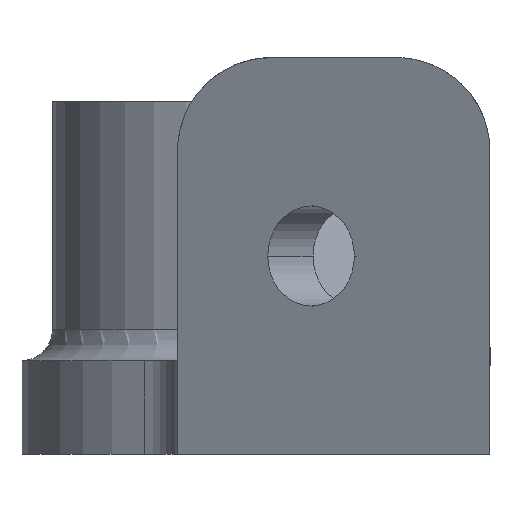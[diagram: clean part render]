
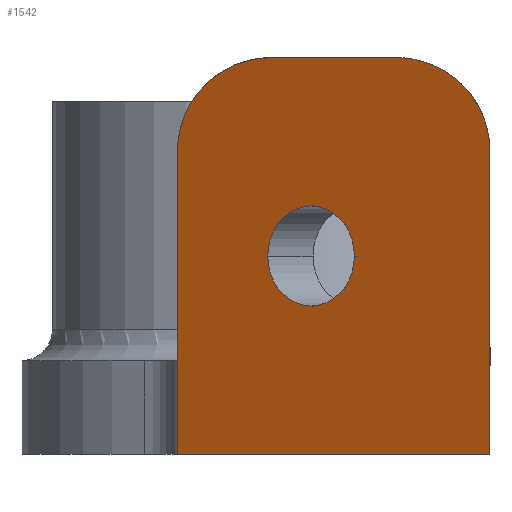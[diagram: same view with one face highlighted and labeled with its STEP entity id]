
A CAD part, left-side view. The second image highlights one B-rep face of the part: STEP entity #1542.
In plain terms, the highlighted planar face has unit normal (-0.866, 0.5, 0).
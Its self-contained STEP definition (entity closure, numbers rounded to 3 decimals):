
#32 = CARTESIAN_POINT ( 'NONE',  ( -31.483, -54.531, 6. ) ) ;
#42 = CARTESIAN_POINT ( 'NONE',  ( -31.483, -54.531, 0. ) ) ;
#81 = ORIENTED_EDGE ( 'NONE', *, *, #896, .F. ) ;
#94 = CARTESIAN_POINT ( 'NONE',  ( -34.82, -60.309, 12.7 ) ) ;
#160 = AXIS2_PLACEMENT_3D ( 'NONE', #542, #583, #541 ) ;
#175 = CARTESIAN_POINT ( 'NONE',  ( -43.03, -74.531, 6. ) ) ;
#220 = AXIS2_PLACEMENT_3D ( 'NONE', #1425, #1339, #1440 ) ;
#221 = VERTEX_POINT ( 'NONE', #387 ) ;
#346 = EDGE_LOOP ( 'NONE', ( #596, #612 ) ) ;
#368 = VERTEX_POINT ( 'NONE', #844 ) ;
#387 = CARTESIAN_POINT ( 'NONE',  ( -31.483, -54.531, 19.4 ) ) ;
#441 = CARTESIAN_POINT ( 'NONE',  ( -31.483, -54.531, 0. ) ) ;
#442 = VERTEX_POINT ( 'NONE', #1033 ) ;
#448 = CARTESIAN_POINT ( 'NONE',  ( -43.03, -74.531, 19.4 ) ) ;
#453 = FACE_BOUND ( 'NONE', #346, .T. ) ;
#523 = FACE_OUTER_BOUND ( 'NONE', #840, .T. ) ;
#525 = CARTESIAN_POINT ( 'NONE',  ( -39.566, -68.531, 25.4 ) ) ;
#532 = ORIENTED_EDGE ( 'NONE', *, *, #1338, .F. ) ;
#541 = DIRECTION ( 'NONE',  ( 0.5, 0.866, 0. ) ) ;
#542 = CARTESIAN_POINT ( 'NONE',  ( -36.42, -63.081, 12.7 ) ) ;
#583 = DIRECTION ( 'NONE',  ( 0.866, -0.5, 0. ) ) ;
#596 = ORIENTED_EDGE ( 'NONE', *, *, #1313, .T. ) ;
#602 = VECTOR ( 'NONE', #1299, 1000. ) ;
#612 = ORIENTED_EDGE ( 'NONE', *, *, #1358, .T. ) ;
#626 = ORIENTED_EDGE ( 'NONE', *, *, #1315, .T. ) ;
#639 = ORIENTED_EDGE ( 'NONE', *, *, #1345, .T. ) ;
#655 = ORIENTED_EDGE ( 'NONE', *, *, #1013, .T. ) ;
#663 = CARTESIAN_POINT ( 'NONE',  ( -41.595, -72.045, 25.4 ) ) ;
#669 = ORIENTED_EDGE ( 'NONE', *, *, #1043, .T. ) ;
#702 = LINE ( 'NONE', #175, #602 ) ;
#729 = VERTEX_POINT ( 'NONE', #94 ) ;
#819 = VERTEX_POINT ( 'NONE', #441 ) ;
#840 = EDGE_LOOP ( 'NONE', ( #81, #626, #532, #639, #655, #669 ) ) ;
#842 = CIRCLE ( 'NONE', #160, 3.2 ) ;
#844 = CARTESIAN_POINT ( 'NONE',  ( -43.03, -74.531, 0. ) ) ;
#887 = VECTOR ( 'NONE', #1243, 1000. ) ;
#894 = LINE ( 'NONE', #1503, #887 ) ;
#896 = EDGE_CURVE ( 'NONE', #1265, #368, #702, .T. ) ;
#926 = CIRCLE ( 'NONE', #220, 3.2 ) ;
#937 = VERTEX_POINT ( 'NONE', #1476 ) ;
#1013 = EDGE_CURVE ( 'NONE', #221, #819, #1493, .T. ) ;
#1033 = CARTESIAN_POINT ( 'NONE',  ( -39.566, -68.531, 25.4 ) ) ;
#1043 = EDGE_CURVE ( 'NONE', #819, #368, #1436, .T. ) ;
#1087 = VERTEX_POINT ( 'NONE', #1369 ) ;
#1159 = CARTESIAN_POINT ( 'NONE',  ( -31.483, -54.531, 6. ) ) ;
#1176 = PLANE ( 'NONE',  #1277 ) ;
#1178 = DIRECTION ( 'NONE',  ( 0.866, -0.5, 0. ) ) ;
#1183 = DIRECTION ( 'NONE',  ( 0.5, 0.866, 0. ) ) ;
#1243 = DIRECTION ( 'NONE',  ( -0.5, -0.866, 0. ) ) ;
#1265 = VERTEX_POINT ( 'NONE', #448 ) ;
#1277 = AXIS2_PLACEMENT_3D ( 'NONE', #1159, #1178, #1183 ) ;
#1283 = CARTESIAN_POINT ( 'NONE',  ( -31.483, -54.531, 22.915 ) ) ;
#1287 = CARTESIAN_POINT ( 'NONE',  ( -34.947, -60.531, 25.4 ) ) ;
#1299 = DIRECTION ( 'NONE',  ( 0., 0., -1. ) ) ;
#1313 = EDGE_CURVE ( 'NONE', #729, #937, #926, .T. ) ;
#1315 = EDGE_CURVE ( 'NONE', #1265, #442, #1376, .T. ) ;
#1316 =( BOUNDED_CURVE ( )  B_SPLINE_CURVE ( 3, ( #1287, #1428, #1283, #1344 ),
 .UNSPECIFIED., .F., .F. ) 
 B_SPLINE_CURVE_WITH_KNOTS ( ( 4, 4 ),
 ( 1.571, 3.142 ),
 .UNSPECIFIED. ) 
 CURVE ( )  GEOMETRIC_REPRESENTATION_ITEM ( )  RATIONAL_B_SPLINE_CURVE ( ( 1., 0.805, 0.805, 1. ) ) 
 REPRESENTATION_ITEM ( '' )  );
#1333 = CARTESIAN_POINT ( 'NONE',  ( -43.03, -74.531, 22.915 ) ) ;
#1338 = EDGE_CURVE ( 'NONE', #1087, #442, #894, .T. ) ;
#1339 = DIRECTION ( 'NONE',  ( 0.866, -0.5, 0. ) ) ;
#1344 = CARTESIAN_POINT ( 'NONE',  ( -31.483, -54.531, 19.4 ) ) ;
#1345 = EDGE_CURVE ( 'NONE', #1087, #221, #1316, .T. ) ;
#1358 = EDGE_CURVE ( 'NONE', #937, #729, #842, .T. ) ;
#1369 = CARTESIAN_POINT ( 'NONE',  ( -34.947, -60.531, 25.4 ) ) ;
#1376 =( BOUNDED_CURVE ( )  B_SPLINE_CURVE ( 3, ( #1504, #1333, #663, #525 ),
 .UNSPECIFIED., .F., .F. ) 
 B_SPLINE_CURVE_WITH_KNOTS ( ( 4, 4 ),
 ( 3.142, 4.712 ),
 .UNSPECIFIED. ) 
 CURVE ( )  GEOMETRIC_REPRESENTATION_ITEM ( )  RATIONAL_B_SPLINE_CURVE ( ( 1., 0.805, 0.805, 1. ) ) 
 REPRESENTATION_ITEM ( '' )  );
#1391 = VECTOR ( 'NONE', #1520, 1000. ) ;
#1425 = CARTESIAN_POINT ( 'NONE',  ( -36.42, -63.081, 12.7 ) ) ;
#1428 = CARTESIAN_POINT ( 'NONE',  ( -32.918, -57.016, 25.4 ) ) ;
#1436 = LINE ( 'NONE', #42, #1391 ) ;
#1440 = DIRECTION ( 'NONE',  ( 0.5, 0.866, 0. ) ) ;
#1457 = DIRECTION ( 'NONE',  ( 0., 0., -1. ) ) ;
#1476 = CARTESIAN_POINT ( 'NONE',  ( -38.02, -65.852, 12.7 ) ) ;
#1477 = VECTOR ( 'NONE', #1457, 1000. ) ;
#1493 = LINE ( 'NONE', #32, #1477 ) ;
#1503 = CARTESIAN_POINT ( 'NONE',  ( -31.483, -54.531, 25.4 ) ) ;
#1504 = CARTESIAN_POINT ( 'NONE',  ( -43.03, -74.531, 19.4 ) ) ;
#1520 = DIRECTION ( 'NONE',  ( -0.5, -0.866, 0. ) ) ;
#1542 = ADVANCED_FACE ( 'NONE', ( #453, #523 ), #1176, .F. ) ;
